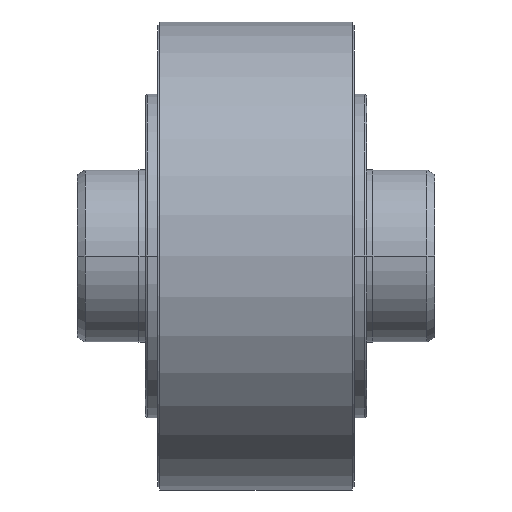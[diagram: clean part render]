
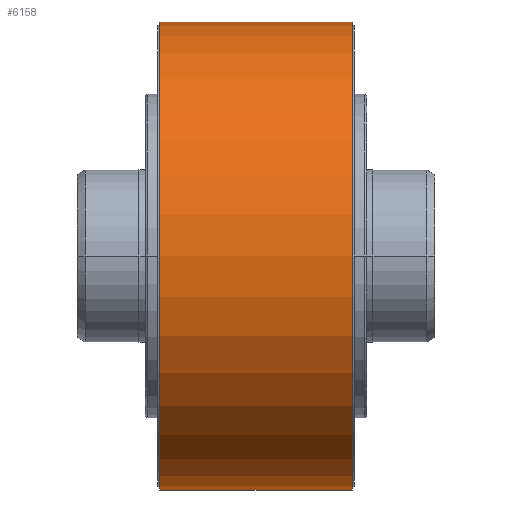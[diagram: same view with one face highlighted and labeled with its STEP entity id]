
A CAD part, front view. The second image highlights one B-rep face of the part: STEP entity #6158.
In plain terms, the highlighted cylindrical face has radius 34 mm (diameter 68 mm), a partial arc.
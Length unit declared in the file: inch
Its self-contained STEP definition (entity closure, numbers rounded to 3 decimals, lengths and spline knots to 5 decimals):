
#2111=CARTESIAN_POINT('',(0.55118,0.,0.));
#2112=DIRECTION('',(1.,0.,0.));
#2113=DIRECTION('',(0.,0.,1.));
#2114=AXIS2_PLACEMENT_3D('',#2111,#2112,#2113);
#2186=DIRECTION('',(1.,0.,0.));
#2187=VECTOR('',#2186,1.10236);
#2188=CARTESIAN_POINT('',(-0.55118,0.,-1.33858));
#2189=LINE('',#2188,#2187);
#2190=DIRECTION('',(-1.,0.,0.));
#2191=VECTOR('',#2190,1.10236);
#2192=CARTESIAN_POINT('',(0.55118,0.,1.33858));
#2193=LINE('',#2192,#2191);
#2199=CARTESIAN_POINT('',(-0.55118,0.,0.));
#2200=DIRECTION('',(-1.,0.,0.));
#2201=DIRECTION('',(0.,0.,-1.));
#2202=AXIS2_PLACEMENT_3D('',#2199,#2200,#2201);
#3031=CARTESIAN_POINT('',(-0.55118,0.,1.33858));
#3032=CARTESIAN_POINT('',(-0.55118,0.,-1.33858));
#3033=VERTEX_POINT('',#3031);
#3034=VERTEX_POINT('',#3032);
#3035=CARTESIAN_POINT('',(0.55118,0.,-1.33858));
#3036=VERTEX_POINT('',#3035);
#3037=CARTESIAN_POINT('',(0.55118,0.,1.33858));
#3038=VERTEX_POINT('',#3037);
#6146=CARTESIAN_POINT('',(-0.55118,0.,0.));
#6147=DIRECTION('',(1.,0.,0.));
#6148=DIRECTION('',(0.,0.,1.));
#6149=AXIS2_PLACEMENT_3D('',#6146,#6147,#6148);
#6150=CYLINDRICAL_SURFACE('',#6149,1.33858);
#6151=ORIENTED_EDGE('',*,*,#6140,.F.);
#6153=ORIENTED_EDGE('',*,*,#6152,.T.);
#6154=ORIENTED_EDGE('',*,*,#6136,.F.);
#6155=ORIENTED_EDGE('',*,*,#6067,.T.);
#6156=EDGE_LOOP('',(#6151,#6153,#6154,#6155));
#6157=FACE_OUTER_BOUND('',#6156,.F.);
#2115=CIRCLE('',#2114,1.33858);
#2203=CIRCLE('',#2202,1.33858);
#6067=EDGE_CURVE('',#3038,#3036,#2115,.T.);
#6136=EDGE_CURVE('',#3038,#3033,#2193,.T.);
#6140=EDGE_CURVE('',#3034,#3036,#2189,.T.);
#6152=EDGE_CURVE('',#3034,#3033,#2203,.T.);
#6158=ADVANCED_FACE('',(#6157),#6150,.T.);
